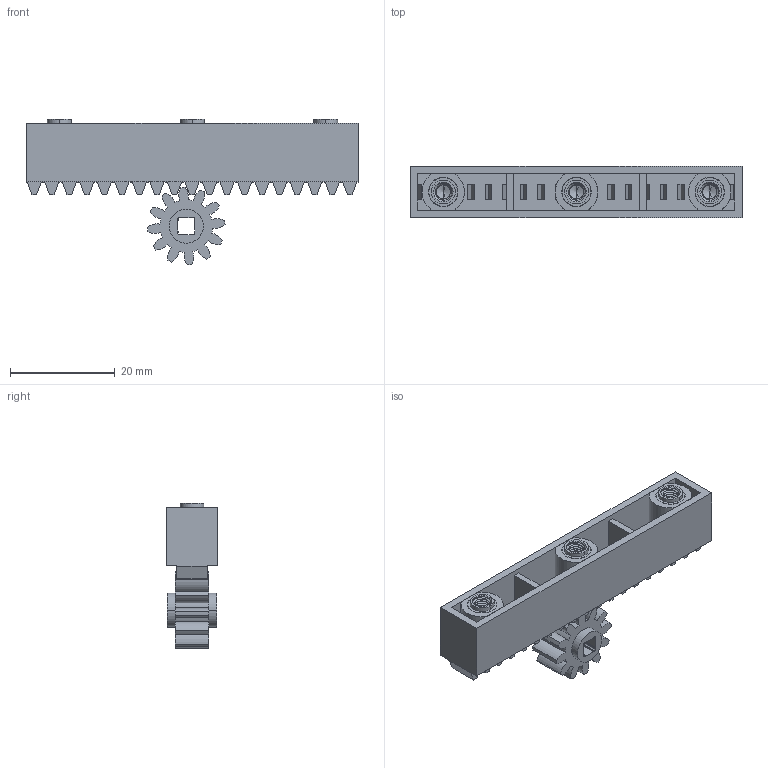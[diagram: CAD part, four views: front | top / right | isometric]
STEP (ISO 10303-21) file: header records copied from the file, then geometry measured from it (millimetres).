
FILE_DESCRIPTION (( 'STEP AP203' ), '1' );
FILE_NAME ('Rack-Assy.STEP', '2007-05-10T16:36:52', ( 'Innovation First, Inc.' ), ( 'Innovation First, Inc.' ), 'SwSTEP 2.0', 'SolidWorks 2006052', '' );
FILE_SCHEMA (( 'CONFIG_CONTROL_DESIGN' ));
Length unit declared in the file: millimetre
Products named in the file (4): 12-TOOTH-GEAR; RACK; Rack-Assy; INSERT-NUT
Assembly tree (5 placements, depth 2):
  Rack-Assy
    INSERT-NUT  x3
    12-TOOTH-GEAR
    RACK
Bounding box: 63.3 x 9.8 x 27.8 mm (x, y, z)
Volume: 5193.5 mm3; surface area: 8214.2 mm2
Topology: 5 solids, 5 shells, 1289 faces, 3915 edges, 2656 vertices
Faces by surface type: cylinder 718, plane 508, bspline 48, cone 15
Entity records: 26959 total; most frequent: CARTESIAN_POINT 9387, ORIENTED_EDGE 3982, DIRECTION 3015, EDGE_CURVE 1991, VERTEX_POINT 1340, VECTOR 1119, LINE 1119, AXIS2_PLACEMENT_3D 948
